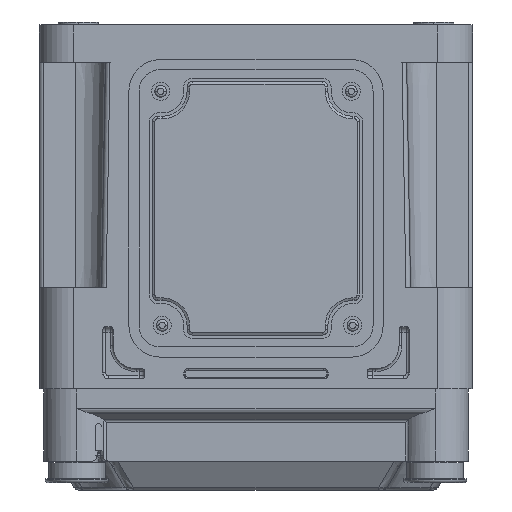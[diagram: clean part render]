
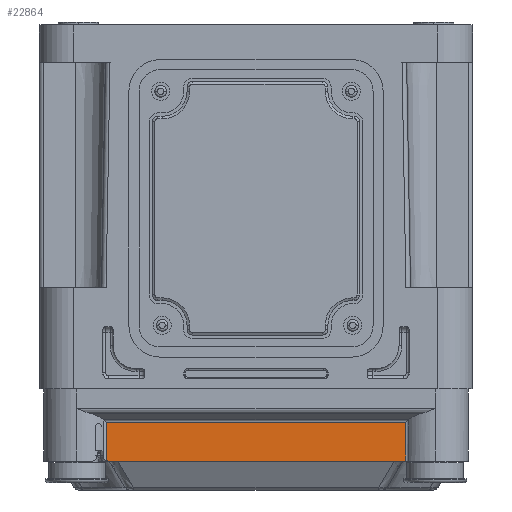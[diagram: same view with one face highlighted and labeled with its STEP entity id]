
A CAD part, left-side view. The second image highlights one B-rep face of the part: STEP entity #22864.
In plain terms, the highlighted planar face has unit normal (-1, 0, 0).
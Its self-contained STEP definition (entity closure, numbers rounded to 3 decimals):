
#218 = EDGE_CURVE ( 'NONE', #10856, #32742, #11089, .T. ) ;
#1305 = CARTESIAN_POINT ( 'NONE',  ( -143.25, 51.817, 23.423 ) ) ;
#2925 = VERTEX_POINT ( 'NONE', #31087 ) ;
#3798 = VERTEX_POINT ( 'NONE', #19873 ) ;
#5648 = CARTESIAN_POINT ( 'NONE',  ( -143.25, 50.8, 10. ) ) ;
#6127 = DIRECTION ( 'NONE',  ( 0., -1., 0. ) ) ;
#6154 = LINE ( 'NONE', #38875, #25887 ) ;
#6224 = EDGE_CURVE ( 'NONE', #32742, #48834, #16584, .T. ) ;
#8060 = ORIENTED_EDGE ( 'NONE', *, *, #31741, .F. ) ;
#10856 = VERTEX_POINT ( 'NONE', #1305 ) ;
#10986 = CARTESIAN_POINT ( 'NONE',  ( -143.25, 51.149, 10. ) ) ;
#11089 = LINE ( 'NONE', #46601, #32008 ) ;
#11173 = DIRECTION ( 'NONE',  ( 1., 0., 0. ) ) ;
#14591 = LINE ( 'NONE', #19601, #34267 ) ;
#14950 = CARTESIAN_POINT ( 'NONE',  ( -143.25, 51.817, 10.134 ) ) ;
#15034 = VECTOR ( 'NONE', #6127, 1000. ) ;
#16547 = VECTOR ( 'NONE', #22068, 1000. ) ;
#16584 =( BOUNDED_CURVE ( )  B_SPLINE_CURVE ( 3, ( #14950, #42272, #10986, #42451 ),
 .UNSPECIFIED., .F., .F. ) 
 B_SPLINE_CURVE_WITH_KNOTS ( ( 4, 4 ),
 ( 1.203, 1.571 ),
 .UNSPECIFIED. ) 
 CURVE ( )  GEOMETRIC_REPRESENTATION_ITEM ( )  RATIONAL_B_SPLINE_CURVE ( ( 1., 0.989, 0.989, 1. ) ) 
 REPRESENTATION_ITEM ( '' )  );
#19601 = CARTESIAN_POINT ( 'NONE',  ( -143.25, 46.46, 10. ) ) ;
#19873 = CARTESIAN_POINT ( 'NONE',  ( -143.25, -47.83, 10. ) ) ;
#20132 = CARTESIAN_POINT ( 'NONE',  ( -143.25, -51.817, 10. ) ) ;
#20307 = CARTESIAN_POINT ( 'NONE',  ( -143.25, -51.817, 23.423 ) ) ;
#20758 = ORIENTED_EDGE ( 'NONE', *, *, #6224, .T. ) ;
#22068 = DIRECTION ( 'NONE',  ( 0., 1., 0. ) ) ;
#22864 = ADVANCED_FACE ( 'NONE', ( #25346 ), #38517, .F. ) ;
#22899 = CARTESIAN_POINT ( 'NONE',  ( -143.25, 46.46, 24. ) ) ;
#23463 = VERTEX_POINT ( 'NONE', #20307 ) ;
#24163 = LINE ( 'NONE', #20132, #43828 ) ;
#25346 = FACE_OUTER_BOUND ( 'NONE', #41993, .T. ) ;
#25742 = EDGE_CURVE ( 'NONE', #46708, #3798, #6154, .T. ) ;
#25887 = VECTOR ( 'NONE', #27194, 1000. ) ;
#26689 = AXIS2_PLACEMENT_3D ( 'NONE', #22899, #11173, #38680 ) ;
#26879 = ORIENTED_EDGE ( 'NONE', *, *, #218, .T. ) ;
#26963 = ORIENTED_EDGE ( 'NONE', *, *, #47058, .T. ) ;
#27051 = EDGE_CURVE ( 'NONE', #23463, #10856, #38740, .T. ) ;
#27194 = DIRECTION ( 'NONE',  ( 0., 1., 0. ) ) ;
#29709 = CARTESIAN_POINT ( 'NONE',  ( -143.25, 46.46, 10. ) ) ;
#29787 = ORIENTED_EDGE ( 'NONE', *, *, #49700, .T. ) ;
#31087 = CARTESIAN_POINT ( 'NONE',  ( -143.25, 47.83, 10. ) ) ;
#31741 = EDGE_CURVE ( 'NONE', #23463, #46708, #24163, .T. ) ;
#32008 = VECTOR ( 'NONE', #50411, 1000. ) ;
#32742 = VERTEX_POINT ( 'NONE', #35652 ) ;
#34267 = VECTOR ( 'NONE', #47118, 1000. ) ;
#35652 = CARTESIAN_POINT ( 'NONE',  ( -143.25, 51.817, 10.134 ) ) ;
#38517 = PLANE ( 'NONE',  #26689 ) ;
#38680 = DIRECTION ( 'NONE',  ( 0., 1., 0. ) ) ;
#38740 = LINE ( 'NONE', #45597, #16547 ) ;
#38875 = CARTESIAN_POINT ( 'NONE',  ( -143.25, -46.46, 10. ) ) ;
#41993 = EDGE_LOOP ( 'NONE', ( #26879, #20758, #26963, #29787, #45889, #8060, #48906 ) ) ;
#42272 = CARTESIAN_POINT ( 'NONE',  ( -143.25, 51.492, 10.045 ) ) ;
#42451 = CARTESIAN_POINT ( 'NONE',  ( -143.25, 50.8, 10. ) ) ;
#43684 = DIRECTION ( 'NONE',  ( 0., 0., -1. ) ) ;
#43828 = VECTOR ( 'NONE', #43684, 1000. ) ;
#45178 = LINE ( 'NONE', #29709, #15034 ) ;
#45597 = CARTESIAN_POINT ( 'NONE',  ( -143.25, 46.46, 23.423 ) ) ;
#45889 = ORIENTED_EDGE ( 'NONE', *, *, #25742, .F. ) ;
#46601 = CARTESIAN_POINT ( 'NONE',  ( -143.25, 51.817, 10. ) ) ;
#46708 = VERTEX_POINT ( 'NONE', #48719 ) ;
#47058 = EDGE_CURVE ( 'NONE', #48834, #2925, #14591, .T. ) ;
#47118 = DIRECTION ( 'NONE',  ( 0., -1., 0. ) ) ;
#48719 = CARTESIAN_POINT ( 'NONE',  ( -143.25, -51.817, 10. ) ) ;
#48834 = VERTEX_POINT ( 'NONE', #5648 ) ;
#48906 = ORIENTED_EDGE ( 'NONE', *, *, #27051, .T. ) ;
#49700 = EDGE_CURVE ( 'NONE', #2925, #3798, #45178, .T. ) ;
#50411 = DIRECTION ( 'NONE',  ( 0., 0., -1. ) ) ;
